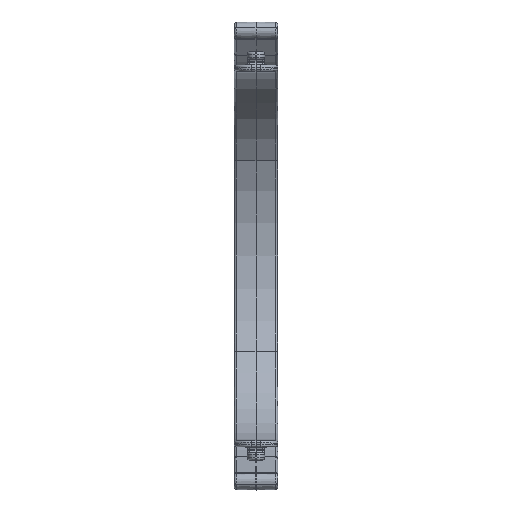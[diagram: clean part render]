
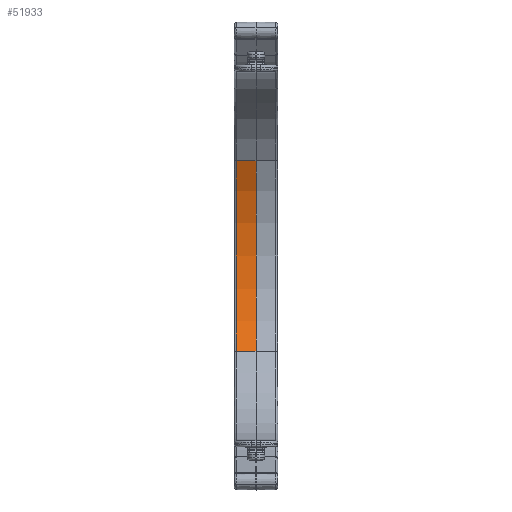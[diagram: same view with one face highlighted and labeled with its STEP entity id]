
A CAD part, left-side view. The second image highlights one B-rep face of the part: STEP entity #51933.
In plain terms, the highlighted conical face has half-angle 0.8 degrees and reference radius 100 mm.
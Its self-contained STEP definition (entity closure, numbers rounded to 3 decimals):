
#5335 = VERTEX_POINT ( 'NONE', #18041 ) ;
#8190 = CARTESIAN_POINT ( 'NONE',  ( -14., 0., 0. ) ) ;
#18041 = CARTESIAN_POINT ( 'NONE',  ( 76.001, 9.014, 43.875 ) ) ;
#18767 = DIRECTION ( 'NONE',  ( 0., 0., 1. ) ) ;
#19620 = EDGE_CURVE ( 'NONE', #60184, #96006, #66268, .T. ) ;
#20990 = DIRECTION ( 'NONE',  ( -0.013, -1., 0.006 ) ) ;
#22750 = DIRECTION ( 'NONE',  ( 0., 1., 0. ) ) ;
#27347 = CONICAL_SURFACE ( 'NONE', #44305, 100., 0.014 ) ;
#29844 = CIRCLE ( 'NONE', #68423, 100. ) ;
#37139 = ORIENTED_EDGE ( 'NONE', *, *, #75730, .T. ) ;
#37387 = EDGE_CURVE ( 'NONE', #5335, #144575, #125242, .T. ) ;
#41967 = CARTESIAN_POINT ( 'NONE',  ( -14., 9.014, 0. ) ) ;
#44305 = AXIS2_PLACEMENT_3D ( 'NONE', #8190, #134962, #18767 ) ;
#50272 = VECTOR ( 'NONE', #20990, 1000. ) ;
#51933 = ADVANCED_FACE ( 'NONE', ( #100935 ), #27347, .F. ) ;
#52523 = ORIENTED_EDGE ( 'NONE', *, *, #19620, .T. ) ;
#55846 = DIRECTION ( 'NONE',  ( -0.013, -1., -0.006 ) ) ;
#57471 = DIRECTION ( 'NONE',  ( 0., 0., 1. ) ) ;
#60184 = VERTEX_POINT ( 'NONE', #102264 ) ;
#64693 = CARTESIAN_POINT ( 'NONE',  ( 75.888, 0., -43.82 ) ) ;
#66268 = LINE ( 'NONE', #99421, #50272 ) ;
#68423 = AXIS2_PLACEMENT_3D ( 'NONE', #125379, #22750, #57471 ) ;
#68911 = CIRCLE ( 'NONE', #100203, 100.126 ) ;
#72611 = ORIENTED_EDGE ( 'NONE', *, *, #37387, .F. ) ;
#73796 = VECTOR ( 'NONE', #55846, 1000. ) ;
#75730 = EDGE_CURVE ( 'NONE', #5335, #60184, #68911, .T. ) ;
#96006 = VERTEX_POINT ( 'NONE', #64693 ) ;
#99421 = CARTESIAN_POINT ( 'NONE',  ( 75.888, 0., -43.82 ) ) ;
#100203 = AXIS2_PLACEMENT_3D ( 'NONE', #41967, #134056, #100777 ) ;
#100777 = DIRECTION ( 'NONE',  ( 0., 0., -1. ) ) ;
#100935 = FACE_OUTER_BOUND ( 'NONE', #115941, .T. ) ;
#102264 = CARTESIAN_POINT ( 'NONE',  ( 76.001, 9.014, -43.875 ) ) ;
#102638 = CARTESIAN_POINT ( 'NONE',  ( 75.888, 0., 43.82 ) ) ;
#115941 = EDGE_LOOP ( 'NONE', ( #142560, #72611, #37139, #52523 ) ) ;
#116627 = EDGE_CURVE ( 'NONE', #144575, #96006, #29844, .T. ) ;
#125242 = LINE ( 'NONE', #126002, #73796 ) ;
#125379 = CARTESIAN_POINT ( 'NONE',  ( -14., 0., 0. ) ) ;
#126002 = CARTESIAN_POINT ( 'NONE',  ( 75.888, 0., 43.82 ) ) ;
#134056 = DIRECTION ( 'NONE',  ( 0., 1., 0. ) ) ;
#134962 = DIRECTION ( 'NONE',  ( 0., 1., 0. ) ) ;
#142560 = ORIENTED_EDGE ( 'NONE', *, *, #116627, .F. ) ;
#144575 = VERTEX_POINT ( 'NONE', #102638 ) ;
